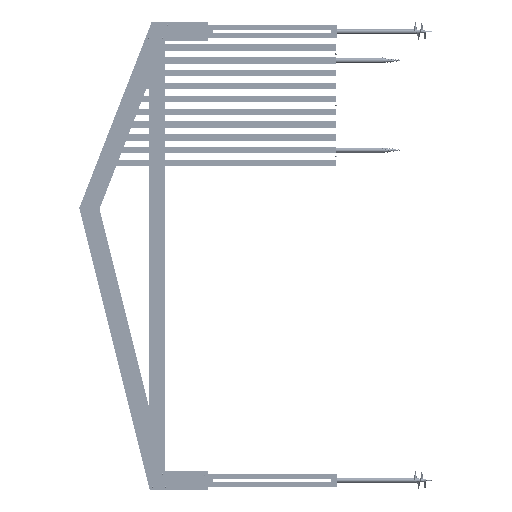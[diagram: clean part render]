
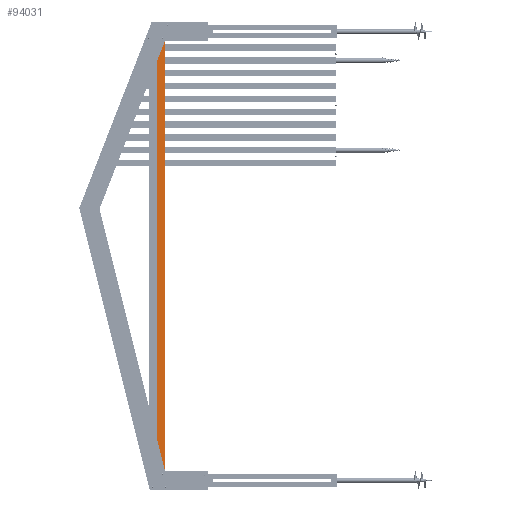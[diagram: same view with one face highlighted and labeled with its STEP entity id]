
A CAD part, left-side view. The second image highlights one B-rep face of the part: STEP entity #94031.
In plain terms, the highlighted free-form (B-spline) face has degree [1, 1] with [2, 2] control points.
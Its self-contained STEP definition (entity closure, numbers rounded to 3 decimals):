
#93953 = VERTEX_POINT('',#93954);
#93954 = CARTESIAN_POINT('',(-1231.167,2295.007,
    -4812.67));
#93959 = EDGE_CURVE('',#93953,#93960,#93962,.T.);
#93960 = VERTEX_POINT('',#93961);
#93961 = CARTESIAN_POINT('',(-1231.167,2295.007,
    1380.402));
#93962 = B_SPLINE_CURVE_WITH_KNOTS('',1,(#93963,#93964),.UNSPECIFIED.,
  .F.,.F.,(2,2),(0.,5878.948),.PIECEWISE_BEZIER_KNOTS.);
#93963 = CARTESIAN_POINT('',(-1231.167,2295.007,
    -4812.67));
#93964 = CARTESIAN_POINT('',(-1231.167,2295.007,
    1380.402));
#94007 = EDGE_CURVE('',#94008,#94010,#94012,.T.);
#94008 = VERTEX_POINT('',#94009);
#94009 = CARTESIAN_POINT('',(-1231.167,2163.328,
    -5339.386));
#94010 = VERTEX_POINT('',#94011);
#94011 = CARTESIAN_POINT('',(-1231.167,2163.328,
    1718.609));
#94012 = B_SPLINE_CURVE_WITH_KNOTS('',1,(#94013,#94014),.UNSPECIFIED.,
  .F.,.F.,(2,2),(0.,6700.),.PIECEWISE_BEZIER_KNOTS.);
#94013 = CARTESIAN_POINT('',(-1231.167,2163.328,
    -5339.386));
#94014 = CARTESIAN_POINT('',(-1231.167,2163.328,
    1718.609));
#94031 = ADVANCED_FACE('',(#94032),#94046,.F.);
#94032 = FACE_BOUND('',#94033,.T.);
#94033 = EDGE_LOOP('',(#94034,#94035,#94040,#94041));
#94034 = ORIENTED_EDGE('',*,*,#93959,.F.);
#94035 = ORIENTED_EDGE('',*,*,#94036,.F.);
#94036 = EDGE_CURVE('',#94008,#93953,#94037,.T.);
#94037 = B_SPLINE_CURVE_WITH_KNOTS('',1,(#94038,#94039),.UNSPECIFIED.,
  .F.,.F.,(2,2),(0.,515.388),.PIECEWISE_BEZIER_KNOTS.);
#94038 = CARTESIAN_POINT('',(-1231.167,2163.328,
    -5339.386));
#94039 = CARTESIAN_POINT('',(-1231.167,2295.007,
    -4812.67));
#94040 = ORIENTED_EDGE('',*,*,#94007,.T.);
#94041 = ORIENTED_EDGE('',*,*,#94042,.F.);
#94042 = EDGE_CURVE('',#93960,#94010,#94043,.T.);
#94043 = B_SPLINE_CURVE_WITH_KNOTS('',1,(#94044,#94045),.UNSPECIFIED.,
  .F.,.F.,(2,2),(0.,344.528),
  .PIECEWISE_BEZIER_KNOTS.);
#94044 = CARTESIAN_POINT('',(-1231.167,2295.007,
    1380.402));
#94045 = CARTESIAN_POINT('',(-1231.167,2163.328,
    1718.609));
#94046 = B_SPLINE_SURFACE_WITH_KNOTS('',1,1,(
    (#94047,#94048)
    ,(#94049,#94050
    )),.UNSPECIFIED.,.F.,.F.,.F.,(2,2),(2,2),(-4000.,2700.),(0.,125.)
  ,.PIECEWISE_BEZIER_KNOTS.);
#94047 = CARTESIAN_POINT('',(-1231.167,2163.328,
    1718.609));
#94048 = CARTESIAN_POINT('',(-1231.167,2295.007,
    1718.609));
#94049 = CARTESIAN_POINT('',(-1231.167,2163.328,
    -5339.386));
#94050 = CARTESIAN_POINT('',(-1231.167,2295.007,
    -5339.386));
